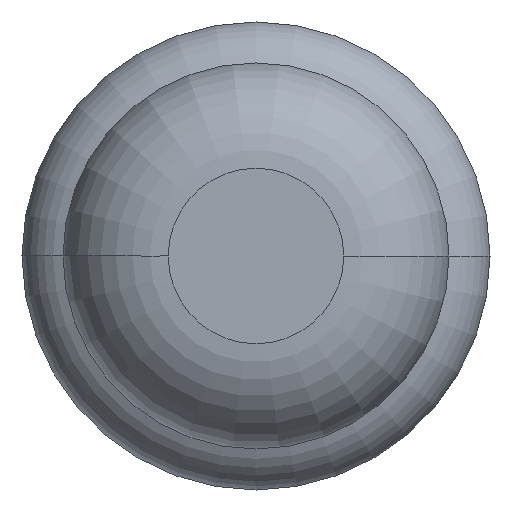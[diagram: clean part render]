
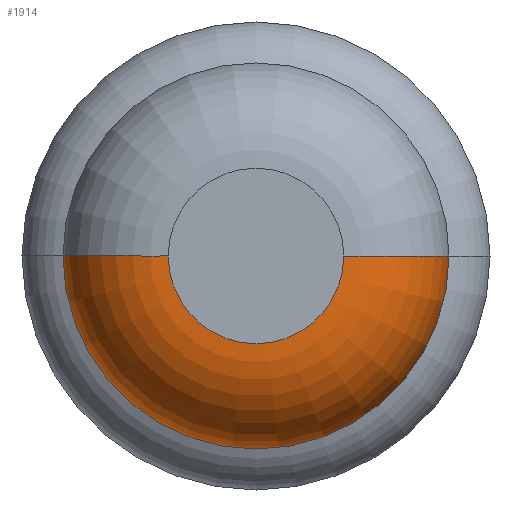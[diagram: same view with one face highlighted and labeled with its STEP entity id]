
A CAD part, front view. The second image highlights one B-rep face of the part: STEP entity #1914.
In plain terms, the highlighted toroidal (fillet/blend) face has major radius 0.375 mm and minor radius 0.45 mm.
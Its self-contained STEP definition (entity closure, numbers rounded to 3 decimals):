
#115 = CARTESIAN_POINT ( 'NONE',  ( -0.825, -31.55, 0. ) ) ;
#251 = DIRECTION ( 'NONE',  ( 0., -1., 0. ) ) ;
#269 = VERTEX_POINT ( 'NONE', #824 ) ;
#277 = ORIENTED_EDGE ( 'NONE', *, *, #4278, .T. ) ;
#496 = DIRECTION ( 'NONE',  ( 0., 0., -1. ) ) ;
#824 = CARTESIAN_POINT ( 'NONE',  ( 0.825, -31.55, 0. ) ) ;
#869 = ORIENTED_EDGE ( 'NONE', *, *, #2566, .T. ) ;
#878 = EDGE_CURVE ( 'Defeature ausgef�hrt1_10+Defeature ausgef�hrt1_11+Defeature ausgef�hrt1_11+Defeature ausgef�hrt1_11', #1406, #1187, #1320, .T. ) ;
#935 = DIRECTION ( 'NONE',  ( 1., 0., 0. ) ) ;
#1000 = DIRECTION ( 'NONE',  ( 0., 0., 1. ) ) ;
#1077 = EDGE_LOOP ( 'NONE', ( #3768, #277, #869, #2975 ) ) ;
#1187 = VERTEX_POINT ( 'NONE', #4259 ) ;
#1202 = CIRCLE ( 'NONE', #2237, 0.45 ) ;
#1320 = CIRCLE ( 'NONE', #4431, 0.375 ) ;
#1353 = EDGE_CURVE ( 'NONE', #3878, #1406, #1769, .T. ) ;
#1363 = DIRECTION ( 'NONE',  ( 0., -1., 0. ) ) ;
#1406 = VERTEX_POINT ( 'NONE', #1715 ) ;
#1594 = AXIS2_PLACEMENT_3D ( 'NONE', #2684, #1000, #3014 ) ;
#1597 = FACE_OUTER_BOUND ( 'NONE', #1077, .T. ) ;
#1715 = CARTESIAN_POINT ( 'NONE',  ( -0.375, -32., 0. ) ) ;
#1769 = CIRCLE ( 'NONE', #1594, 0.45 ) ;
#1914 = ADVANCED_FACE ( 'Defeature ausgef�hrt1_11', ( #1597 ), #1966, .T. ) ;
#1966 = TOROIDAL_SURFACE ( 'NONE', #3880, 0.375, 0.45 ) ;
#2115 = CIRCLE ( 'NONE', #2130, 0.825 ) ;
#2130 = AXIS2_PLACEMENT_3D ( 'NONE', #2311, #251, #3592 ) ;
#2237 = AXIS2_PLACEMENT_3D ( 'NONE', #3203, #496, #2538 ) ;
#2311 = CARTESIAN_POINT ( 'NONE',  ( 0., -31.55, 0. ) ) ;
#2538 = DIRECTION ( 'NONE',  ( -1., 0., 0. ) ) ;
#2566 = EDGE_CURVE ( 'NONE', #269, #1187, #1202, .T. ) ;
#2633 = DIRECTION ( 'NONE',  ( 0., -1., 0. ) ) ;
#2684 = CARTESIAN_POINT ( 'NONE',  ( -0.375, -31.55, 0. ) ) ;
#2713 = CARTESIAN_POINT ( 'NONE',  ( 0., -31.55, 0. ) ) ;
#2975 = ORIENTED_EDGE ( 'NONE', *, *, #878, .F. ) ;
#3014 = DIRECTION ( 'NONE',  ( 1., 0., 0. ) ) ;
#3203 = CARTESIAN_POINT ( 'NONE',  ( 0.375, -31.55, 0. ) ) ;
#3592 = DIRECTION ( 'NONE',  ( 1., 0., 0. ) ) ;
#3768 = ORIENTED_EDGE ( 'NONE', *, *, #1353, .F. ) ;
#3878 = VERTEX_POINT ( 'NONE', #115 ) ;
#3880 = AXIS2_PLACEMENT_3D ( 'NONE', #2713, #1363, #4070 ) ;
#4031 = CARTESIAN_POINT ( 'NONE',  ( 0., -32., 0. ) ) ;
#4070 = DIRECTION ( 'NONE',  ( 1., 0., 0. ) ) ;
#4259 = CARTESIAN_POINT ( 'NONE',  ( 0.375, -32., 0. ) ) ;
#4278 = EDGE_CURVE ( 'Defeature ausgef�hrt1_11+Defeature ausgef�hrt1_12+Defeature ausgef�hrt1_12+Defeature ausgef�hrt1_12', #3878, #269, #2115, .T. ) ;
#4431 = AXIS2_PLACEMENT_3D ( 'NONE', #4031, #2633, #935 ) ;
